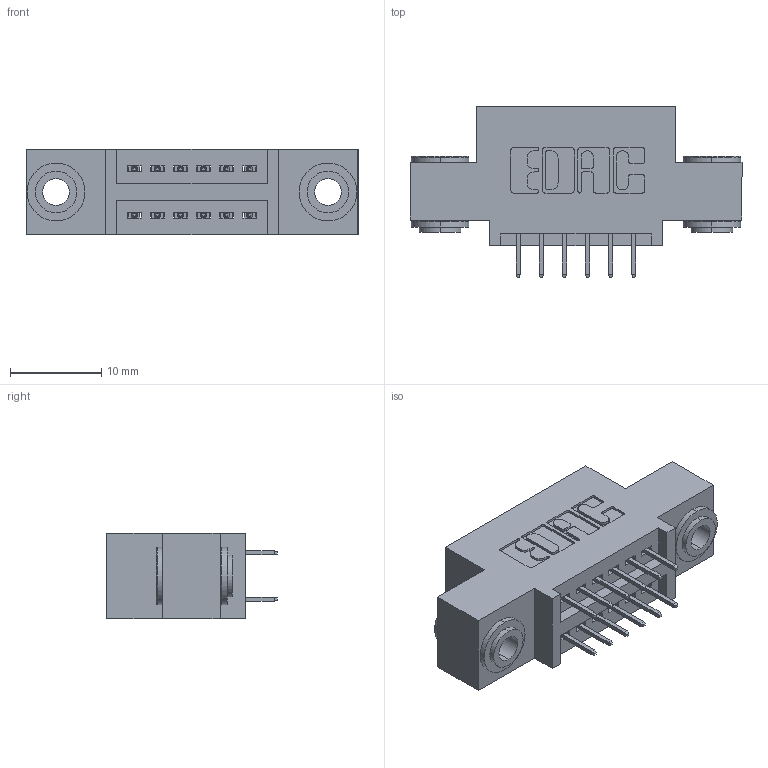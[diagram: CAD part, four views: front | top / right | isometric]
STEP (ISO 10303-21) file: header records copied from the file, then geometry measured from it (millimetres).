
FILE_DESCRIPTION (( 'STEP AP203' ), '1' );
FILE_NAME ('895-012-525-503.STEP', '2020-09-25T01:53:36', ( '' ), ( '' ), 'SwSTEP 2.0', 'SolidWorks 2020', '' );
FILE_SCHEMA (( 'CONFIG_CONTROL_DESIGN' ));
Length unit declared in the file: inch
Products named in the file (4): 345-250-002_345-250-002-102; 895-012-525-503; 345-292-001_345-293-125; 845 Part_0.110 Offset - 0.156 Dia-TH
Assembly tree (15 placements, depth 2):
  895-012-525-503
    845 Part_0.110 Offset - 0.156 Dia-TH
    345-292-001_345-293-125  x12
    345-250-002_345-250-002-102  x2
Bounding box: 36.45 x 18.72 x 9.4 mm (x, y, z)
Volume: 3132.8 mm3; surface area: 4171.8 mm2
Topology: 15 solids, 15 shells, 816 faces, 2265 edges, 1458 vertices
Faces by surface type: plane 562, cylinder 246, cone 8
Entity records: 10410 total; most frequent: CARTESIAN_POINT 1755, ORIENTED_EDGE 1682, DIRECTION 1623, EDGE_CURVE 841, LINE 665, VECTOR 665, VERTEX_POINT 554, AXIS2_PLACEMENT_3D 479
